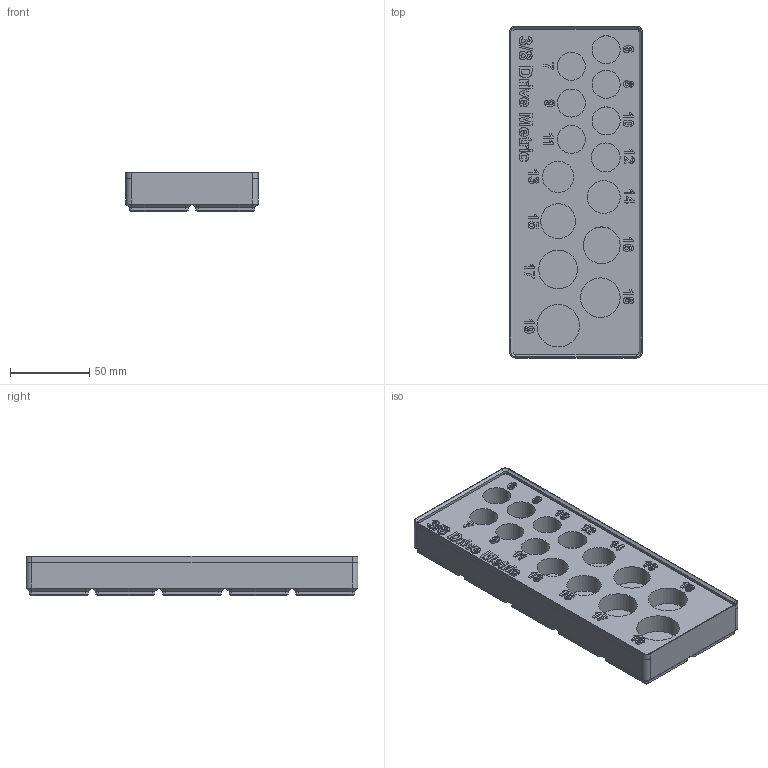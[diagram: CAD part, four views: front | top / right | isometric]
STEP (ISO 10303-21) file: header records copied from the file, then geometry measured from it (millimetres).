
FILE_DESCRIPTION(/* description */ (''),/* implementation_level */ '2;1');
FILE_NAME(/* name */ 'Three Eighths Drive Socket Holder Gridfinity (metric)_.step',/* time_stamp */ '2023-10-14T08:05:47-07:00',/* author */ (''),/* organization */ (''),/* preprocessor_version */ 'ST-DEVELOPER v20',/* originating_system */ 'Autodesk Translation Framework v12.14.0.127',/* authorisation */ '');
FILE_SCHEMA (('AUTOMOTIVE_DESIGN { 1 0 10303 214 3 1 1 }'));
Length unit declared in the file: inch
Products named in the file (2): Three Eighths Drive (metric) Socket Holder; Gridfinity bin 5x2x3
Assembly tree (1 placements, depth 2):
  Three Eighths Drive (metric) Socket Holder
    Gridfinity bin 5x2x3
Bounding box: 83.5 x 209.5 x 24.8 mm (x, y, z)
Volume: 300034.8 mm3; surface area: 65194.6 mm2
Topology: 1 solids, 1 shells, 974 faces, 2498 edges, 1596 vertices
Faces by surface type: bspline 421, plane 399, cone 88, cylinder 66
Full cylindrical faces by diameter (mm): 17.7 x6, 18.3 x1, 19.8 x1, 20.7 x1, 21.9 x1, 23.2 x1, 24.5 x1, 24.9 x1, 26.8 x1
Entity records: 33123 total; most frequent: CARTESIAN_POINT 12268, ORIENTED_EDGE 4996, DIRECTION 2972, EDGE_CURVE 2498, VERTEX_POINT 1596, LINE 1444, VECTOR 1444, EDGE_LOOP 1044
